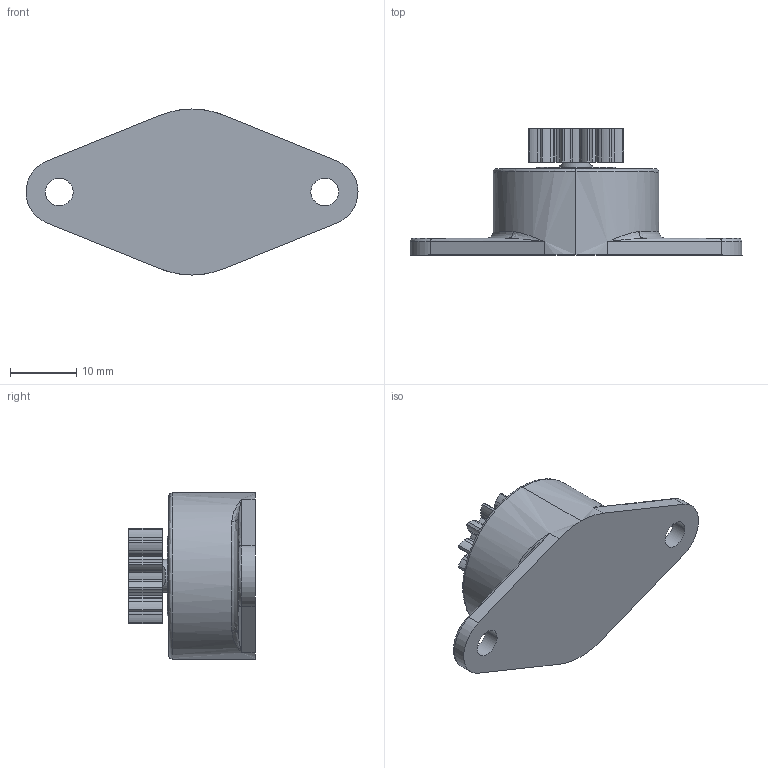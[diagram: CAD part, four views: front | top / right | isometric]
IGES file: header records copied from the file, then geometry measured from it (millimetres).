
Start section: ------------------------------------------------------------------------
Global section: file name: PC005.7840.TM_352G_1_5_RR_25784.igs; native system: spGate; preprocessor: ver18.9.1 (****-****-****-****); author: Unknown; organization: Unknown; date: 220804.142652; units: millimetre
Bounding box: 50 x 19 x 25 mm (x, y, z)
Volume: 7805.1 mm3; surface area: 3366.4 mm2
Topology: 1 solids, 1 shells, 176 faces, 495 edges, 323 vertices
Faces by surface type: bspline 176
